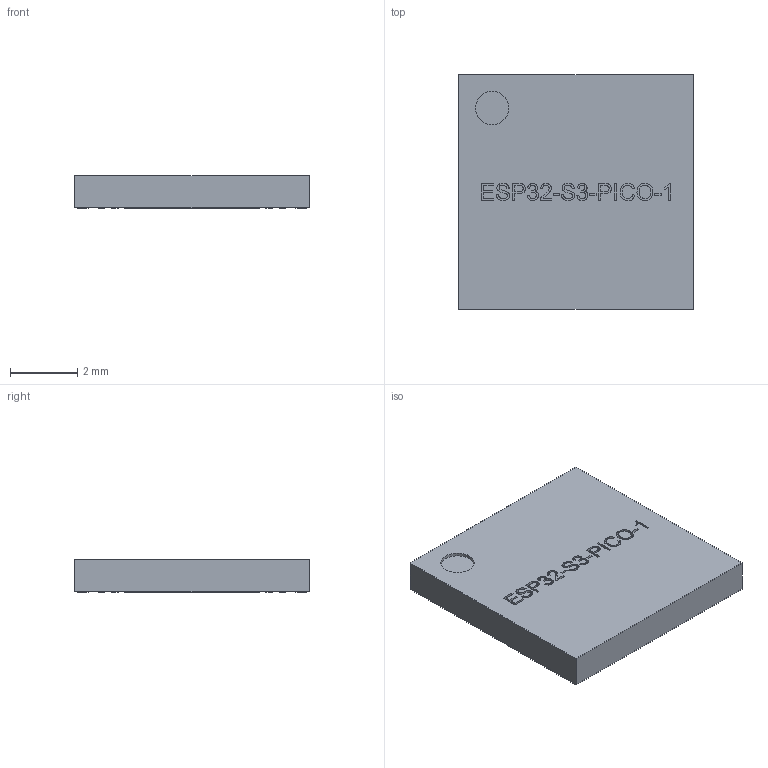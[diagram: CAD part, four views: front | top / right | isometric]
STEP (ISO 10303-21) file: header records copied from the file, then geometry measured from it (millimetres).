
FILE_DESCRIPTION(/* description */ (''),/* implementation_level */ '2;1');
FILE_NAME(/* name */ 'ESP32-S3-PICO-1.step',/* time_stamp */ '2024-01-28T12:24:55+01:00',/* author */ (''),/* organization */ (''),/* preprocessor_version */ 'ST-DEVELOPER v20',/* originating_system */ 'Autodesk Translation Framework v12.14.0.127',/* authorisation */ '');
FILE_SCHEMA (('AUTOMOTIVE_DESIGN { 1 0 10303 214 3 1 1 }'));
Length unit declared in the file: millimetre
Products named in the file (2): ESP32-S3-PICO-1; Pads
Assembly tree (1 placements, depth 2):
  ESP32-S3-PICO-1
    Pads
Bounding box: 7 x 7 x 0.97 mm (x, y, z)
Volume: 47.1 mm3; surface area: 168.1 mm2
Topology: 58 solids, 58 shells, 638 faces, 1509 edges, 1006 vertices
Faces by surface type: plane 433, bspline 204, cylinder 1
Full cylindrical faces by diameter (mm): 1 x1
Entity records: 20024 total; most frequent: CARTESIAN_POINT 6625, ORIENTED_EDGE 3018, DIRECTION 1979, EDGE_CURVE 1509, LINE 1099, VECTOR 1099, VERTEX_POINT 1006, EDGE_LOOP 657
